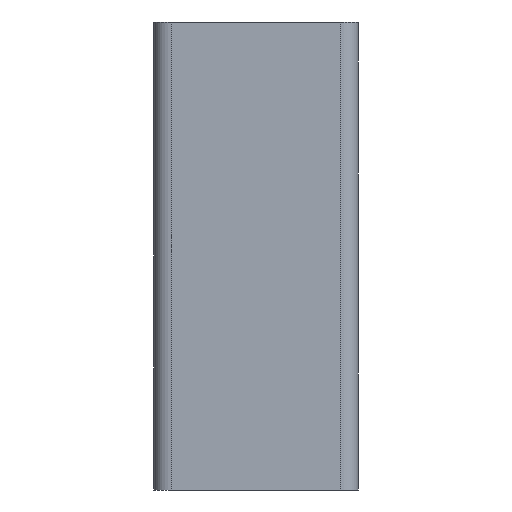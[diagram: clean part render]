
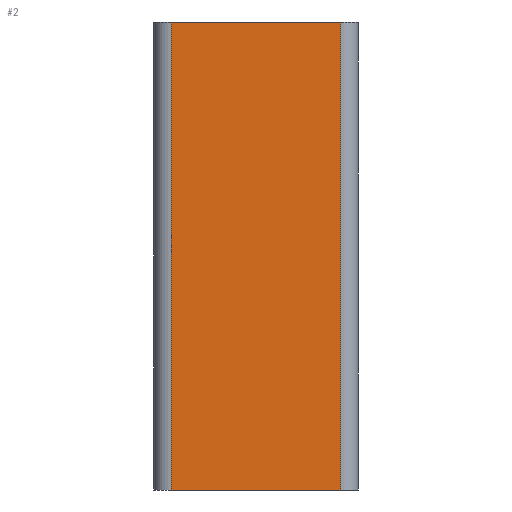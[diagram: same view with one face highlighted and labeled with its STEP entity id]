
A CAD part, left-side view. The second image highlights one B-rep face of the part: STEP entity #2.
In plain terms, the highlighted planar face has unit normal (-1, 0, 0).
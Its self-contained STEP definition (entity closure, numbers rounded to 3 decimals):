
#2 = ADVANCED_FACE ( 'NONE', ( #968 ), #1067, .F. ) ;
#18 = EDGE_CURVE ( 'NONE', #1249, #335, #1186, .T. ) ;
#26 = EDGE_CURVE ( 'NONE', #981, #349, #1099, .T. ) ;
#53 = EDGE_CURVE ( 'NONE', #335, #349, #1508, .T. ) ;
#116 = ORIENTED_EDGE ( 'NONE', *, *, #18, .F. ) ;
#119 = ORIENTED_EDGE ( 'NONE', *, *, #53, .F. ) ;
#158 = EDGE_LOOP ( 'NONE', ( #160, #119, #116, #334 ) ) ;
#160 = ORIENTED_EDGE ( 'NONE', *, *, #26, .T. ) ;
#334 = ORIENTED_EDGE ( 'NONE', *, *, #1329, .T. ) ;
#335 = VERTEX_POINT ( 'NONE', #1554 ) ;
#349 = VERTEX_POINT ( 'NONE', #1555 ) ;
#649 = VECTOR ( 'NONE', #1092, 1000. ) ;
#698 = VECTOR ( 'NONE', #1184, 1000. ) ;
#751 = AXIS2_PLACEMENT_3D ( 'NONE', #1068, #1069, #1072 ) ;
#803 = VECTOR ( 'NONE', #1433, 1000. ) ;
#840 = VECTOR ( 'NONE', #1364, 1000. ) ;
#968 = FACE_OUTER_BOUND ( 'NONE', #158, .T. ) ;
#981 = VERTEX_POINT ( 'NONE', #1668 ) ;
#1067 = PLANE ( 'NONE',  #751 ) ;
#1068 = CARTESIAN_POINT ( 'NONE',  ( -87.5, 6., 80. ) ) ;
#1069 = DIRECTION ( 'NONE',  ( 1., 0., 0. ) ) ;
#1072 = DIRECTION ( 'NONE',  ( 0., 0., -1. ) ) ;
#1092 = DIRECTION ( 'NONE',  ( 0., -1., 0. ) ) ;
#1098 = CARTESIAN_POINT ( 'NONE',  ( -87.5, 6., -80. ) ) ;
#1099 = LINE ( 'NONE', #1098, #649 ) ;
#1184 = DIRECTION ( 'NONE',  ( 0., -1., 0. ) ) ;
#1185 = CARTESIAN_POINT ( 'NONE',  ( -87.5, 6., 80. ) ) ;
#1186 = LINE ( 'NONE', #1185, #698 ) ;
#1249 = VERTEX_POINT ( 'NONE', #1581 ) ;
#1329 = EDGE_CURVE ( 'NONE', #1249, #981, #1361, .T. ) ;
#1361 = LINE ( 'NONE', #1363, #840 ) ;
#1363 = CARTESIAN_POINT ( 'NONE',  ( -87.5, 64., 80. ) ) ;
#1364 = DIRECTION ( 'NONE',  ( 0., 0., -1. ) ) ;
#1398 = CARTESIAN_POINT ( 'NONE',  ( -87.5, 6., 80. ) ) ;
#1433 = DIRECTION ( 'NONE',  ( 0., 0., -1. ) ) ;
#1508 = LINE ( 'NONE', #1398, #803 ) ;
#1554 = CARTESIAN_POINT ( 'NONE',  ( -87.5, 6., 80. ) ) ;
#1555 = CARTESIAN_POINT ( 'NONE',  ( -87.5, 6., -80. ) ) ;
#1581 = CARTESIAN_POINT ( 'NONE',  ( -87.5, 64., 80. ) ) ;
#1668 = CARTESIAN_POINT ( 'NONE',  ( -87.5, 64., -80. ) ) ;
